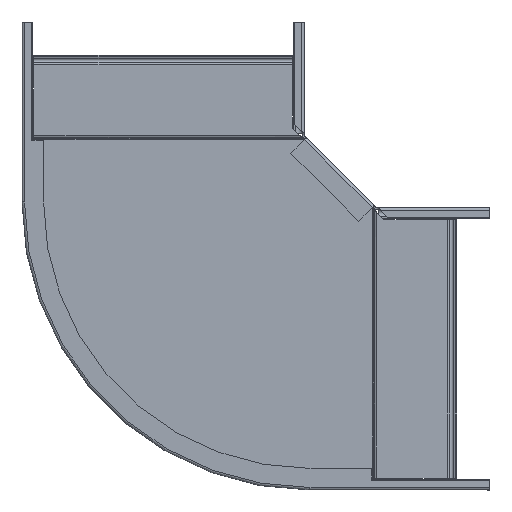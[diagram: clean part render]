
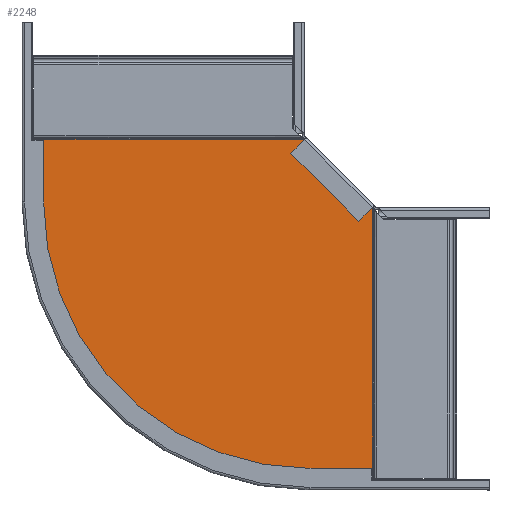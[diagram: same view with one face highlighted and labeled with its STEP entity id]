
A CAD part, front view. The second image highlights one B-rep face of the part: STEP entity #2248.
In plain terms, the highlighted planar face has unit normal (0, -1, 0).
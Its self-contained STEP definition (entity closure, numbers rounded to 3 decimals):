
#71 = FACE_OUTER_BOUND ( 'NONE', #5164, .T. ) ;
#95 = CARTESIAN_POINT ( 'NONE',  ( -19.662, -0.75, -19.662 ) ) ;
#123 = CARTESIAN_POINT ( 'NONE',  ( -12.021, -0.75, 12.021 ) ) ;
#162 = ORIENTED_EDGE ( 'NONE', *, *, #4584, .F. ) ;
#242 = ORIENTED_EDGE ( 'NONE', *, *, #3827, .F. ) ;
#247 = LINE ( 'NONE', #2428, #5050 ) ;
#299 = CARTESIAN_POINT ( 'NONE',  ( -211.412, -0.75, 75.912 ) ) ;
#343 = VERTEX_POINT ( 'NONE', #3752 ) ;
#483 = VERTEX_POINT ( 'NONE', #893 ) ;
#702 = CARTESIAN_POINT ( 'NONE',  ( -19.662, -0.75, -217.912 ) ) ;
#842 = CARTESIAN_POINT ( 'NONE',  ( 75.912, -0.75, -211.412 ) ) ;
#893 = CARTESIAN_POINT ( 'NONE',  ( 24.071, -0.75, -24.071 ) ) ;
#928 = CARTESIAN_POINT ( 'NONE',  ( -217.912, -0.75, -19.662 ) ) ;
#1065 = DIRECTION ( 'NONE',  ( 0., 0., -1. ) ) ;
#1332 = DIRECTION ( 'NONE',  ( 0., 0., -1. ) ) ;
#1352 = VECTOR ( 'NONE', #1065, 1000. ) ;
#1455 = EDGE_CURVE ( 'NONE', #3513, #3924, #3895, .T. ) ;
#1506 = EDGE_CURVE ( 'NONE', #483, #2109, #247, .T. ) ;
#1520 = VECTOR ( 'NONE', #3150, 1000. ) ;
#1527 = AXIS2_PLACEMENT_3D ( 'NONE', #4651, #1749, #1332 ) ;
#1596 = CARTESIAN_POINT ( 'NONE',  ( 24.071, -0.75, -211.412 ) ) ;
#1622 = DIRECTION ( 'NONE',  ( -1., 0., 0. ) ) ;
#1701 = DIRECTION ( 'NONE',  ( -1., 0., 0. ) ) ;
#1714 = ORIENTED_EDGE ( 'NONE', *, *, #1455, .F. ) ;
#1733 = ORIENTED_EDGE ( 'NONE', *, *, #3253, .T. ) ;
#1749 = DIRECTION ( 'NONE',  ( 0., -1., 0. ) ) ;
#1787 = EDGE_CURVE ( 'NONE', #3513, #343, #4560, .T. ) ;
#1801 = DIRECTION ( 'NONE',  ( 0., 1., 0. ) ) ;
#1863 = CARTESIAN_POINT ( 'NONE',  ( -217.912, -0.75, 23.412 ) ) ;
#1869 = LINE ( 'NONE', #3189, #1352 ) ;
#1943 = DIRECTION ( 'NONE',  ( 1., 0., 0. ) ) ;
#2059 = VERTEX_POINT ( 'NONE', #2743 ) ;
#2062 = LINE ( 'NONE', #3762, #4075 ) ;
#2109 = VERTEX_POINT ( 'NONE', #1596 ) ;
#2248 = ADVANCED_FACE ( 'NONE', ( #71 ), #5527, .T. ) ;
#2262 = LINE ( 'NONE', #123, #2803 ) ;
#2274 = VECTOR ( 'NONE', #1701, 1000. ) ;
#2308 = ORIENTED_EDGE ( 'NONE', *, *, #4663, .T. ) ;
#2394 = CARTESIAN_POINT ( 'NONE',  ( -211.412, -0.75, 23.412 ) ) ;
#2423 = DIRECTION ( 'NONE',  ( 0., 0., -1. ) ) ;
#2428 = CARTESIAN_POINT ( 'NONE',  ( 24.071, -0.75, -19.662 ) ) ;
#2484 = VERTEX_POINT ( 'NONE', #3475 ) ;
#2515 = LINE ( 'NONE', #1863, #1520 ) ;
#2654 = ORIENTED_EDGE ( 'NONE', *, *, #3214, .F. ) ;
#2743 = CARTESIAN_POINT ( 'NONE',  ( -24.071, -0.75, 24.071 ) ) ;
#2803 = VECTOR ( 'NONE', #4074, 1000. ) ;
#2825 = VERTEX_POINT ( 'NONE', #3554 ) ;
#2886 = VERTEX_POINT ( 'NONE', #4887 ) ;
#2969 = CARTESIAN_POINT ( 'NONE',  ( -19.662, -0.75, -217.912 ) ) ;
#3079 = CARTESIAN_POINT ( 'NONE',  ( -217.912, -0.75, -19.662 ) ) ;
#3083 = DIRECTION ( 'NONE',  ( 0., 0., -1. ) ) ;
#3150 = DIRECTION ( 'NONE',  ( -1., 0., 0. ) ) ;
#3189 = CARTESIAN_POINT ( 'NONE',  ( 23.412, -0.75, -217.912 ) ) ;
#3214 = EDGE_CURVE ( 'NONE', #2059, #483, #2262, .T. ) ;
#3253 = EDGE_CURVE ( 'NONE', #2059, #2825, #2062, .T. ) ;
#3450 = EDGE_CURVE ( 'NONE', #4691, #2886, #2515, .T. ) ;
#3475 = CARTESIAN_POINT ( 'NONE',  ( 23.412, -0.75, -211.412 ) ) ;
#3499 = VECTOR ( 'NONE', #2423, 1000. ) ;
#3513 = VERTEX_POINT ( 'NONE', #2969 ) ;
#3554 = CARTESIAN_POINT ( 'NONE',  ( -211.412, -0.75, 24.071 ) ) ;
#3613 = EDGE_CURVE ( 'NONE', #3924, #2886, #4360, .T. ) ;
#3707 = AXIS2_PLACEMENT_3D ( 'NONE', #95, #1801, #3083 ) ;
#3752 = CARTESIAN_POINT ( 'NONE',  ( 23.412, -0.75, -217.912 ) ) ;
#3762 = CARTESIAN_POINT ( 'NONE',  ( -19.662, -0.75, 24.071 ) ) ;
#3827 = EDGE_CURVE ( 'NONE', #2109, #2484, #5041, .T. ) ;
#3895 = CIRCLE ( 'NONE', #3707, 198.25 ) ;
#3924 = VERTEX_POINT ( 'NONE', #928 ) ;
#3945 = VECTOR ( 'NONE', #1943, 1000. ) ;
#4074 = DIRECTION ( 'NONE',  ( 0.707, 0., -0.707 ) ) ;
#4075 = VECTOR ( 'NONE', #1622, 1000. ) ;
#4125 = ORIENTED_EDGE ( 'NONE', *, *, #3613, .F. ) ;
#4360 = LINE ( 'NONE', #3079, #5380 ) ;
#4521 = ORIENTED_EDGE ( 'NONE', *, *, #3450, .T. ) ;
#4560 = LINE ( 'NONE', #702, #3945 ) ;
#4584 = EDGE_CURVE ( 'NONE', #2484, #343, #1869, .T. ) ;
#4651 = CARTESIAN_POINT ( 'NONE',  ( -19.662, -0.75, -19.662 ) ) ;
#4663 = EDGE_CURVE ( 'NONE', #2825, #4691, #5374, .T. ) ;
#4691 = VERTEX_POINT ( 'NONE', #2394 ) ;
#4887 = CARTESIAN_POINT ( 'NONE',  ( -217.912, -0.75, 23.412 ) ) ;
#5041 = LINE ( 'NONE', #842, #2274 ) ;
#5050 = VECTOR ( 'NONE', #5381, 1000. ) ;
#5094 = ORIENTED_EDGE ( 'NONE', *, *, #1787, .T. ) ;
#5164 = EDGE_LOOP ( 'NONE', ( #2654, #1733, #2308, #4521, #4125, #1714, #5094, #162, #242, #5416 ) ) ;
#5275 = DIRECTION ( 'NONE',  ( 0., 0., 1. ) ) ;
#5374 = LINE ( 'NONE', #299, #3499 ) ;
#5380 = VECTOR ( 'NONE', #5275, 1000. ) ;
#5381 = DIRECTION ( 'NONE',  ( 0., 0., -1. ) ) ;
#5416 = ORIENTED_EDGE ( 'NONE', *, *, #1506, .F. ) ;
#5527 = PLANE ( 'NONE',  #1527 ) ;
